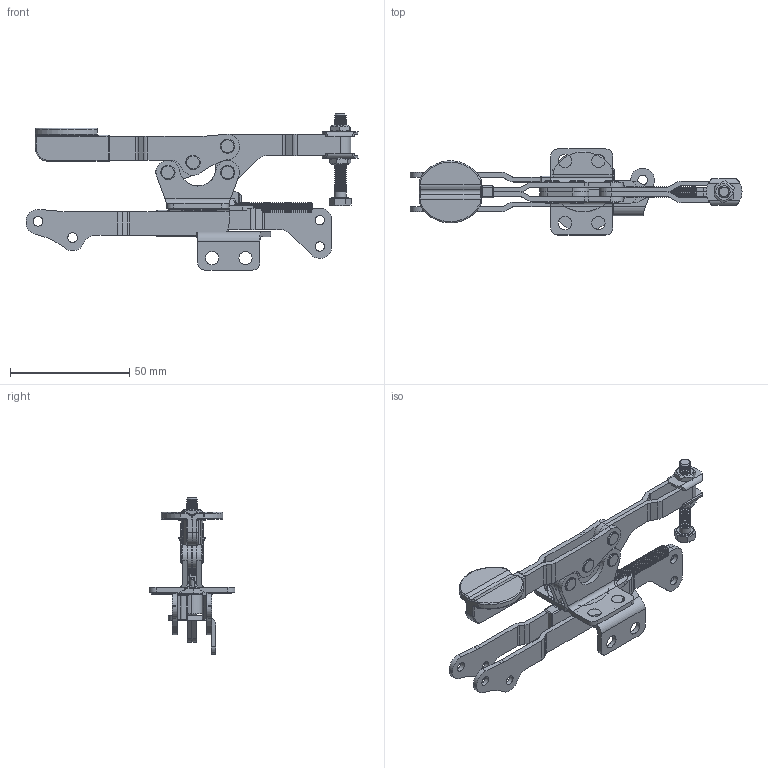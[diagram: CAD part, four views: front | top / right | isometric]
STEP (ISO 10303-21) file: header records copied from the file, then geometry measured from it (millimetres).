
FILE_DESCRIPTION( ( 'Unknown' ), '1' );
FILE_NAME( '110-UZ_UPINKA.stp', 'Unknown', ( 'Unknown' ), ( 'Unknown' ), 'PSStep 14.0', 'Unknown', ' ' );
FILE_SCHEMA( ( 'AUTOMOTIVE_DESIGN { 1 0 10303 214 1 1 1 1 }' ) );
Length unit declared in the file: millimetre
Products named in the file (19): Assem1; 110001_TELO; 110001_TELO-oa0; 110008_TAHLO; 110008_TAHLO-oa1; 930002_PODLOZKA M5; 930002_PODLOZKA M5-oa2; 800057_SROUB M5x35-CSN ISO 4017; 720610_NYT 4x10; 720610_NYT 4x10-oa3; 720610_NYT 4x10-oa4; 720610_NYT 4x10-oa5; 800003_MATICE M5_DIN4398; 800003_MATICE M5_DIN4398-oa6; 110004_UPINACI PAKA L; 110005_UPINACI PAKA P; 110006_OVLADACI PAKA L; 110007_OVLADACI PAKA P; PLAST RUKOJET NAMACENA
Bounding box: 138.99 x 36 x 65.37 mm (x, y, z)
Volume: 31600.6 mm3; surface area: 36959.2 mm2
Topology: 36 solids, 36 shells, 1038 faces, 2416 edges, 1442 vertices
Faces by surface type: cylinder 378, plane 282, cone 222, torus 128, sphere 24, bspline 4
Full cylindrical faces by diameter (mm): 4 x40, 4.134 x12, 5 x82, 5.2 x4, 5.5 x8, 6 x16, 6.88 x2
Entity records: 17864 total; most frequent: CARTESIAN_POINT 2650, DIRECTION 2450, ORIENTED_EDGE 1838, AXIS2_PLACEMENT_3D 1055, EDGE_CURVE 919, EDGE_LOOP 814, VERTEX_POINT 683, FACE_OUTER_BOUND 647
